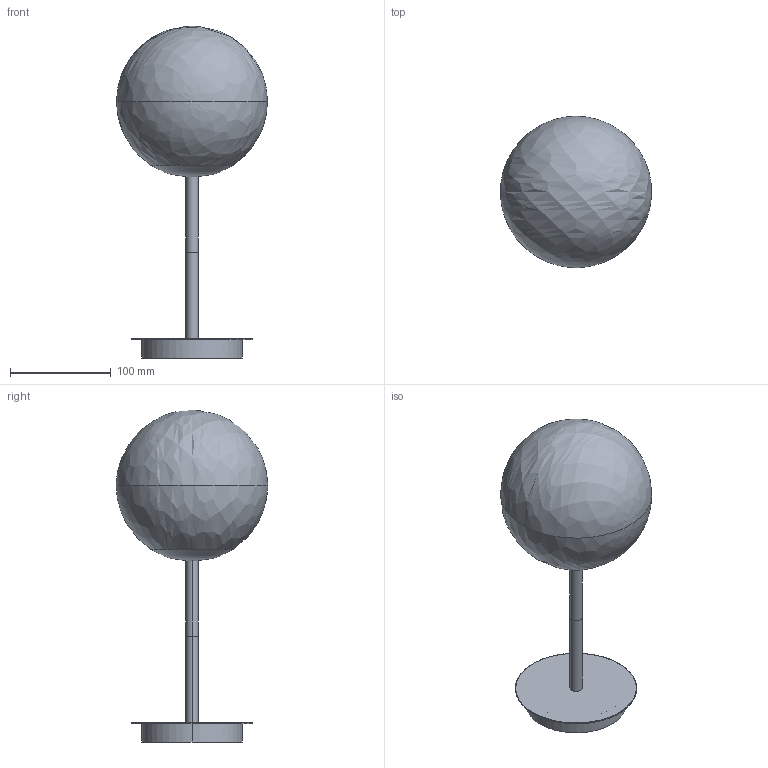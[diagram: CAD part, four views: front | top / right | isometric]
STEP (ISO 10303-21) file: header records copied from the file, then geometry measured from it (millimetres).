
FILE_DESCRIPTION(/* description */ (''),/* implementation_level */ '2;1');
FILE_NAME(/* name */ '1744.63_JUGEN',/* time_stamp */ '2023-01-16T18:38:24+01:00',/* author */ (''),/* organization */ (''),/* preprocessor_version */ 'ST-DEVELOPER v16.5',/* originating_system */ 'Rhino 7.15',/* authorisation */ '');
FILE_SCHEMA (('CONFIG_CONTROL_DESIGN'));
Length unit declared in the file: millimetre
Products named in the file (1): Document
Bounding box: 149.93 x 150 x 329 mm (x, y, z)
Volume: 172094.9 mm3; surface area: 121984.5 mm2
Topology: 4 solids, 6 shells, 23 faces, 43 edges, 29 vertices
Faces by surface type: cylinder 8, plane 8, bspline 7
Entity records: 822 total; most frequent: CARTESIAN_POINT 456, ORIENTED_EDGE 70, EDGE_CURVE 36, EDGE_LOOP 24, VERTEX_POINT 24, DIRECTION 24, ADVANCED_FACE 23, FACE_OUTER_BOUND 23
